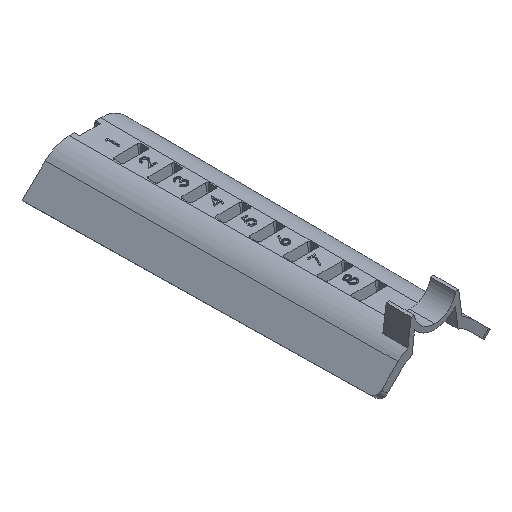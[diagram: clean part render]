
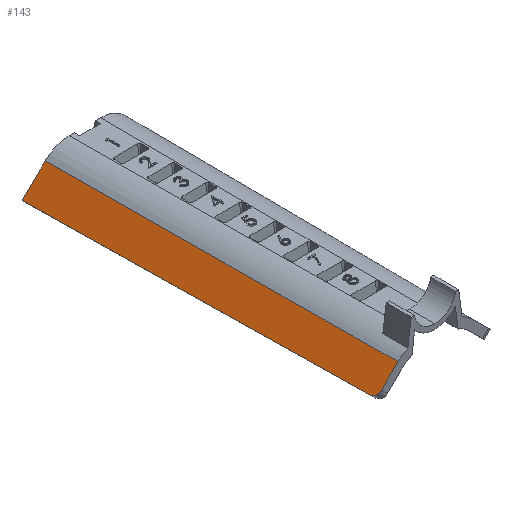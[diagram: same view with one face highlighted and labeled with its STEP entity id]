
A CAD part, isometric view. The second image highlights one B-rep face of the part: STEP entity #143.
In plain terms, the highlighted planar face has unit normal (-0.707, -0.005, 0.707).
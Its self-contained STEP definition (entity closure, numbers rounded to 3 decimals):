
#20 = DIRECTION ( 'NONE',  ( -0.707, 0.006, -0.707 ) ) ;
#45 = DIRECTION ( 'NONE',  ( 0.707, 0., 0.707 ) ) ;
#143 = ADVANCED_FACE ( 'NONE', ( #5298 ), #3446, .T. ) ;
#250 = CARTESIAN_POINT ( 'NONE',  ( -18.421, -0.035, -6.679 ) ) ;
#270 = ORIENTED_EDGE ( 'NONE', *, *, #5028, .T. ) ;
#303 = VERTEX_POINT ( 'NONE', #971 ) ;
#352 = VERTEX_POINT ( 'NONE', #9486 ) ;
#355 = LINE ( 'NONE', #10262, #8988 ) ;
#635 = ORIENTED_EDGE ( 'NONE', *, *, #1381, .F. ) ;
#704 = LINE ( 'NONE', #10597, #2054 ) ;
#912 = VERTEX_POINT ( 'NONE', #9411 ) ;
#971 = CARTESIAN_POINT ( 'NONE',  ( -17.172, -101.224, -6.179 ) ) ;
#1142 = CARTESIAN_POINT ( 'NONE',  ( -9.621, -0.112, 2.12 ) ) ;
#1167 = DIRECTION ( 'NONE',  ( -0.707, -0.005, 0.707 ) ) ;
#1381 = EDGE_CURVE ( 'NONE', #912, #1552, #9081, .T. ) ;
#1552 = VERTEX_POINT ( 'NONE', #9397 ) ;
#1952 = AXIS2_PLACEMENT_3D ( 'NONE', #2319, #1167, #45 ) ;
#2054 = VECTOR ( 'NONE', #9488, 1000. ) ;
#2292 = LINE ( 'NONE', #1142, #7309 ) ;
#2319 = CARTESIAN_POINT ( 'NONE',  ( -9.621, 0., 2.121 ) ) ;
#3200 = EDGE_CURVE ( 'NONE', #912, #352, #704, .T. ) ;
#3446 = PLANE ( 'NONE',  #1952 ) ;
#3806 =( BOUNDED_CURVE ( )  B_SPLINE_CURVE ( 3, ( #7704, #6549, #5420, #4282 ),
 .UNSPECIFIED., .F., .F. ) 
 B_SPLINE_CURVE_WITH_KNOTS ( ( 4, 4 ),
 ( 4.725, 6.283 ),
 .UNSPECIFIED. ) 
 CURVE ( )  GEOMETRIC_REPRESENTATION_ITEM ( )  RATIONAL_B_SPLINE_CURVE ( ( 1., 0.808, 0.808, 1. ) ) 
 REPRESENTATION_ITEM ( '' )  );
#4282 = CARTESIAN_POINT ( 'NONE',  ( -15.751, -103.2, -4.772 ) ) ;
#5028 = EDGE_CURVE ( 'NONE', #352, #5722, #2292, .T. ) ;
#5298 = FACE_OUTER_BOUND ( 'NONE', #6561, .T. ) ;
#5420 = CARTESIAN_POINT ( 'NONE',  ( -16.571, -103.2, -5.593 ) ) ;
#5722 = VERTEX_POINT ( 'NONE', #250 ) ;
#6291 = EDGE_CURVE ( 'NONE', #303, #5722, #355, .T. ) ;
#6549 = CARTESIAN_POINT ( 'NONE',  ( -17.158, -102.385, -6.173 ) ) ;
#6561 = EDGE_LOOP ( 'NONE', ( #8574, #10479, #635, #11001, #270 ) ) ;
#6836 = DIRECTION ( 'NONE',  ( -0.707, 0., -0.707 ) ) ;
#7309 = VECTOR ( 'NONE', #20, 1000. ) ;
#7519 = EDGE_CURVE ( 'NONE', #303, #1552, #3806, .T. ) ;
#7704 = CARTESIAN_POINT ( 'NONE',  ( -17.172, -101.224, -6.179 ) ) ;
#7975 = CARTESIAN_POINT ( 'NONE',  ( -9.239, -103.2, 1.739 ) ) ;
#8574 = ORIENTED_EDGE ( 'NONE', *, *, #6291, .F. ) ;
#8988 = VECTOR ( 'NONE', #9142, 1000. ) ;
#9081 = LINE ( 'NONE', #7975, #9267 ) ;
#9142 = DIRECTION ( 'NONE',  ( -0.012, 1., -0.005 ) ) ;
#9267 = VECTOR ( 'NONE', #6836, 1000. ) ;
#9397 = CARTESIAN_POINT ( 'NONE',  ( -15.751, -103.2, -4.772 ) ) ;
#9411 = CARTESIAN_POINT ( 'NONE',  ( -10.878, -103.2, 0.1 ) ) ;
#9486 = CARTESIAN_POINT ( 'NONE',  ( -11.642, -0.094, 0.1 ) ) ;
#9488 = DIRECTION ( 'NONE',  ( -0.007, 1., 0. ) ) ;
#10262 = CARTESIAN_POINT ( 'NONE',  ( -18.421, -0.043, -6.678 ) ) ;
#10479 = ORIENTED_EDGE ( 'NONE', *, *, #7519, .T. ) ;
#10597 = CARTESIAN_POINT ( 'NONE',  ( -11.642, -0.015, 0.1 ) ) ;
#11001 = ORIENTED_EDGE ( 'NONE', *, *, #3200, .T. ) ;
